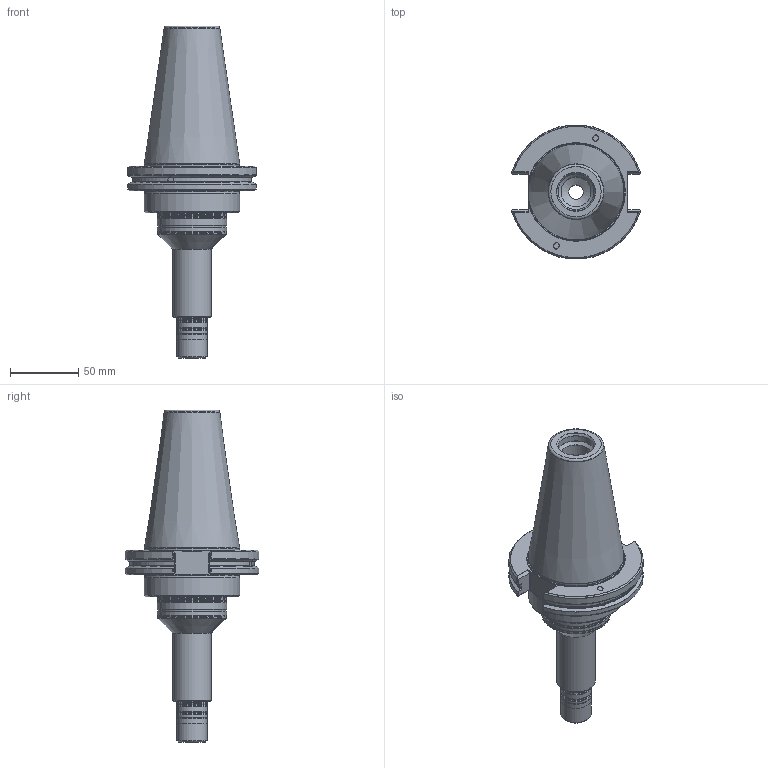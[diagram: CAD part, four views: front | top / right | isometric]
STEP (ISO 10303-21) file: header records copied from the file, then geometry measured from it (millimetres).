
FILE_DESCRIPTION(/* description */ (''),/* implementation_level */ '2;1');
FILE_NAME(/* name */ '435011676.stp',/* time_stamp */ '2021-01-08T12:39:18',/* author */ ('LRA'),/* organization */ ('REGO-FIX'),/* preprocessor_version */ ' Unknown',/* originating_system */ 'SIEMENS PLM Software Solid Edge ST10',/* authorization */ 'Unknown');
FILE_SCHEMA (('AUTOMOTIVE_DESIGN { 1 0 10303 214 2 1 1}'));
Length unit declared in the file: millimetre
Products named in the file (1): NOCUT
Bounding box: 94.65 x 98.36 x 243.9 mm (x, y, z)
Volume: 901300.9 mm3; surface area: 127874.1 mm2
Topology: 2 solids, 2 shells, 280 faces, 716 edges, 444 vertices
Faces by surface type: plane 104, cone 75, cylinder 67, torus 34
Full cylindrical faces by diameter (mm): 3.242 x6, 3.9 x2, 4.5 x2, 10.5 x2, 12 x2, 21.96 x1, 21.963 x5, 22 x2, 22.3 x1, 22.5 x3, 22.8 x3, 26.1 x1, 26.4 x1, 28 x1, 28.3 x1, 50 x1, 50.3 x1, 50.5 x3, 50.8 x3, 69.25 x2, 69.85 x1, 70.15 x1
Entity records: 9800 total; most frequent: CARTESIAN_POINT 1848, DIRECTION 1198, ORIENTED_EDGE 1116, EDGE_CURVE 558, AXIS2_PLACEMENT_3D 496, FACE_BOUND 426, EDGE_LOOP 422, VERTEX_POINT 416
